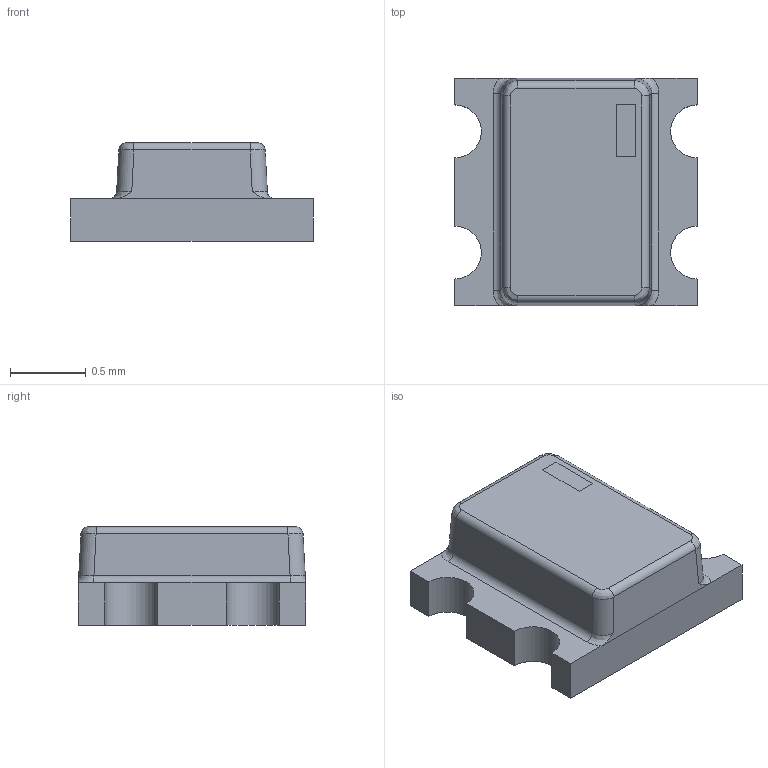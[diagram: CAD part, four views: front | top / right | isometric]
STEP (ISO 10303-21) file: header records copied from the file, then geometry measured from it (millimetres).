
FILE_DESCRIPTION(/* description */ (''),/* implementation_level */ '2;1');
FILE_NAME(/* name */ 'TX1812MJA5 v1.step',/* time_stamp */ '2025-08-14T16:31:50+08:00',/* author */ (''),/* organization */ (''),/* preprocessor_version */ 'ST-DEVELOPER v20.1',/* originating_system */ 'Autodesk Translation Framework v14.10.0.0',/* authorisation */ '');
FILE_SCHEMA (('AUTOMOTIVE_DESIGN { 1 0 10303 214 3 1 1 }'));
Length unit declared in the file: millimetre
Products named in the file (1): TX1812MJA5
Bounding box: 1.6 x 1.5 x 0.65 mm (x, y, z)
Volume: 1.2 mm3; surface area: 9.1 mm2
Topology: 2 solids, 2 shells, 48 faces, 116 edges, 72 vertices
Faces by surface type: plane 26, cylinder 14, bspline 8
Entity records: 1619 total; most frequent: CARTESIAN_POINT 457, ORIENTED_EDGE 232, DIRECTION 230, EDGE_CURVE 116, AXIS2_PLACEMENT_3D 77, LINE 76, VECTOR 76, VERTEX_POINT 72
